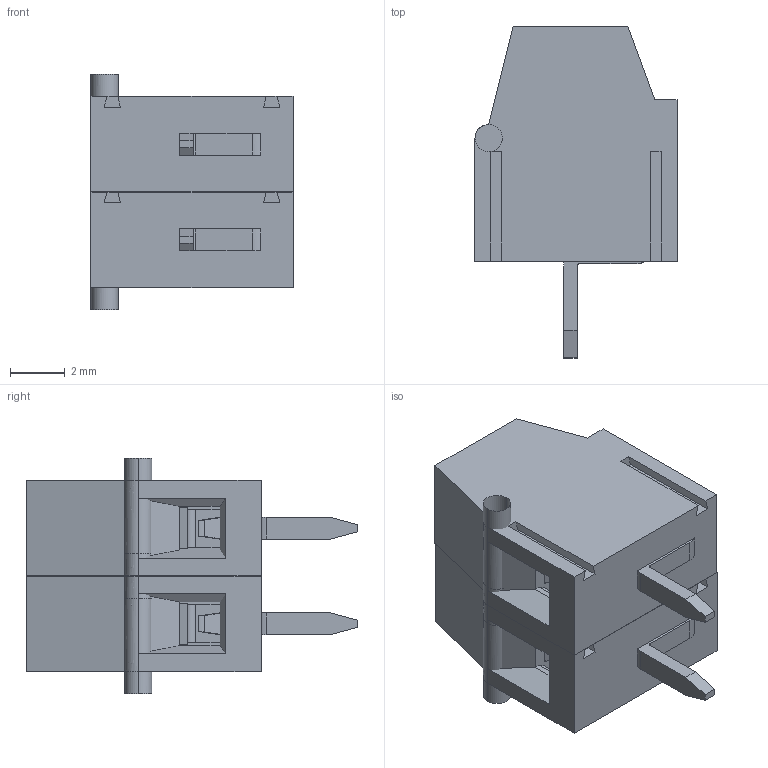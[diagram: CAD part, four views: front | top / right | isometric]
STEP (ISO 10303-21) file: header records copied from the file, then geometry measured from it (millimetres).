
FILE_DESCRIPTION(/* description */ (''),/* implementation_level */ '2;1');
FILE_NAME(/* name */ 'MKDSN-~1',/* time_stamp */ '2018-02-26T16:01:45+03:00',/* author */ (''),/* organization */ (''),/* preprocessor_version */ 'ST-DEVELOPER v15',/* originating_system */ '',/* authorisation */ '');
FILE_SCHEMA (('AUTOMOTIVE_DESIGN'));
Length unit declared in the file: millimetre
Products named in the file (1): Document
Bounding box: 7.4 x 12.15 x 8.63 mm (x, y, z)
Surface area: 707.6 mm2 (no closed solid volume)
Topology: 0 solids, 12 shells, 234 faces, 710 edges, 474 vertices
Faces by surface type: plane 202, bspline 32
Entity records: 7363 total; most frequent: CARTESIAN_POINT 2774, ORIENTED_EDGE 1292, EDGE_CURVE 710, B_SPLINE_CURVE_WITH_KNOTS 638, VERTEX_POINT 474, EDGE_LOOP 240, ADVANCED_FACE 234, FACE_OUTER_BOUND 234
